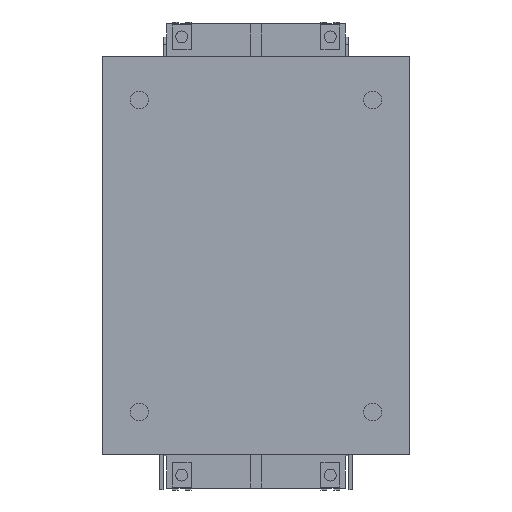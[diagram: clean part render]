
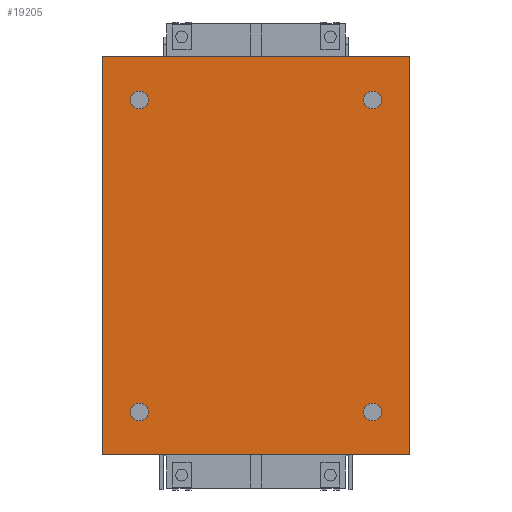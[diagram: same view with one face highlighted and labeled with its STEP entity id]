
A CAD part, front view. The second image highlights one B-rep face of the part: STEP entity #19205.
In plain terms, the highlighted planar face has unit normal (0, -1, 0).
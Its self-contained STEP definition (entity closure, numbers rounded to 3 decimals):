
#54 = VERTEX_POINT ( 'NONE', #12121 ) ;
#206 = LINE ( 'NONE', #3848, #36255 ) ;
#722 = VERTEX_POINT ( 'NONE', #20541 ) ;
#1068 = ORIENTED_EDGE ( 'NONE', *, *, #4044, .T. ) ;
#1088 = CARTESIAN_POINT ( 'NONE',  ( 78.5, -70., -99. ) ) ;
#2452 = VECTOR ( 'NONE', #31488, 1000. ) ;
#2570 = FACE_OUTER_BOUND ( 'NONE', #12581, .T. ) ;
#3765 = CARTESIAN_POINT ( 'NONE',  ( -78.5, -70., -111. ) ) ;
#3848 = CARTESIAN_POINT ( 'NONE',  ( 3.5, -70., -134.5 ) ) ;
#3910 = CARTESIAN_POINT ( 'NONE',  ( 78.5, -70., 105. ) ) ;
#3933 = AXIS2_PLACEMENT_3D ( 'NONE', #20020, #32717, #16819 ) ;
#3964 = CIRCLE ( 'NONE', #12086, 6. ) ;
#4044 = EDGE_CURVE ( 'NONE', #35662, #39792, #23048, .T. ) ;
#5384 = CARTESIAN_POINT ( 'NONE',  ( -78.5, -70., 99. ) ) ;
#5584 = LINE ( 'NONE', #18554, #2452 ) ;
#5702 = CARTESIAN_POINT ( 'NONE',  ( -78.5, -70., -105. ) ) ;
#5902 = VERTEX_POINT ( 'NONE', #7133 ) ;
#5953 = ORIENTED_EDGE ( 'NONE', *, *, #8068, .F. ) ;
#6377 = DIRECTION ( 'NONE',  ( 0., 0., -1. ) ) ;
#6494 = CARTESIAN_POINT ( 'NONE',  ( 103.5, -70., 133.5 ) ) ;
#6715 = EDGE_CURVE ( 'NONE', #54, #21019, #40150, .T. ) ;
#7072 = DIRECTION ( 'NONE',  ( 0., -1., 0. ) ) ;
#7109 = EDGE_LOOP ( 'NONE', ( #1068, #13357 ) ) ;
#7133 = CARTESIAN_POINT ( 'NONE',  ( -103.5, -70., -134.5 ) ) ;
#7178 = CARTESIAN_POINT ( 'NONE',  ( 78.5, -70., -105. ) ) ;
#7762 = CIRCLE ( 'NONE', #20005, 6. ) ;
#8068 = EDGE_CURVE ( 'NONE', #5902, #27357, #41122, .T. ) ;
#8951 = FACE_BOUND ( 'NONE', #10117, .T. ) ;
#8973 = CARTESIAN_POINT ( 'NONE',  ( -103.5, -70., 133.5 ) ) ;
#10117 = EDGE_LOOP ( 'NONE', ( #31952, #41347 ) ) ;
#10924 = CARTESIAN_POINT ( 'NONE',  ( 78.5, -70., -111. ) ) ;
#12086 = AXIS2_PLACEMENT_3D ( 'NONE', #7178, #26324, #13774 ) ;
#12090 = CARTESIAN_POINT ( 'NONE',  ( -103.5, -70., -156.25 ) ) ;
#12121 = CARTESIAN_POINT ( 'NONE',  ( -78.5, -70., 111. ) ) ;
#12175 = DIRECTION ( 'NONE',  ( 0., -1., 0. ) ) ;
#12467 = DIRECTION ( 'NONE',  ( 0., 1., 0. ) ) ;
#12544 = FACE_BOUND ( 'NONE', #39184, .T. ) ;
#12571 = CIRCLE ( 'NONE', #39666, 6. ) ;
#12581 = EDGE_LOOP ( 'NONE', ( #15665, #38347, #5953, #37278 ) ) ;
#12707 = VERTEX_POINT ( 'NONE', #6494 ) ;
#12956 = PLANE ( 'NONE',  #18167 ) ;
#13357 = ORIENTED_EDGE ( 'NONE', *, *, #33160, .T. ) ;
#13774 = DIRECTION ( 'NONE',  ( 0., 0., -1. ) ) ;
#14864 = EDGE_LOOP ( 'NONE', ( #17329, #21058 ) ) ;
#15208 = CIRCLE ( 'NONE', #19956, 6. ) ;
#15644 = VERTEX_POINT ( 'NONE', #10924 ) ;
#15665 = ORIENTED_EDGE ( 'NONE', *, *, #28768, .T. ) ;
#16819 = DIRECTION ( 'NONE',  ( 0., 0., -1. ) ) ;
#16828 = CIRCLE ( 'NONE', #3933, 6. ) ;
#17104 = EDGE_CURVE ( 'NONE', #41653, #15644, #7762, .T. ) ;
#17227 = DIRECTION ( 'NONE',  ( -1., 0., 0. ) ) ;
#17283 = CARTESIAN_POINT ( 'NONE',  ( 78.5, -70., -105. ) ) ;
#17329 = ORIENTED_EDGE ( 'NONE', *, *, #6715, .T. ) ;
#17398 = EDGE_CURVE ( 'NONE', #28185, #5902, #206, .T. ) ;
#17679 = AXIS2_PLACEMENT_3D ( 'NONE', #41621, #12175, #22213 ) ;
#18015 = CARTESIAN_POINT ( 'NONE',  ( 103.5, -70., -134.5 ) ) ;
#18167 = AXIS2_PLACEMENT_3D ( 'NONE', #35464, #21947, #6377 ) ;
#18554 = CARTESIAN_POINT ( 'NONE',  ( 3.5, -70., 133.5 ) ) ;
#19205 = ADVANCED_FACE ( 'NONE', ( #12544, #8951, #2570, #34831, #22371 ), #12956, .T. ) ;
#19956 = AXIS2_PLACEMENT_3D ( 'NONE', #3910, #7072, #32767 ) ;
#20005 = AXIS2_PLACEMENT_3D ( 'NONE', #17283, #29584, #30208 ) ;
#20020 = CARTESIAN_POINT ( 'NONE',  ( -78.5, -70., 105. ) ) ;
#20155 = EDGE_CURVE ( 'NONE', #21019, #54, #16828, .T. ) ;
#20338 = DIRECTION ( 'NONE',  ( 0., 1., 0. ) ) ;
#20507 = EDGE_CURVE ( 'NONE', #15644, #41653, #3964, .T. ) ;
#20541 = CARTESIAN_POINT ( 'NONE',  ( 78.5, -70., 99. ) ) ;
#21019 = VERTEX_POINT ( 'NONE', #5384 ) ;
#21058 = ORIENTED_EDGE ( 'NONE', *, *, #20155, .T. ) ;
#21947 = DIRECTION ( 'NONE',  ( 0., -1., 0. ) ) ;
#22121 = EDGE_CURVE ( 'NONE', #38861, #722, #35937, .T. ) ;
#22213 = DIRECTION ( 'NONE',  ( 0., 0., -1. ) ) ;
#22308 = DIRECTION ( 'NONE',  ( 0., 1., 0. ) ) ;
#22371 = FACE_BOUND ( 'NONE', #14864, .T. ) ;
#23048 = CIRCLE ( 'NONE', #24398, 6. ) ;
#23637 = LINE ( 'NONE', #37339, #25181 ) ;
#24398 = AXIS2_PLACEMENT_3D ( 'NONE', #5702, #22308, #25068 ) ;
#25068 = DIRECTION ( 'NONE',  ( 0., 0., -1. ) ) ;
#25100 = DIRECTION ( 'NONE',  ( 0., 0., 1. ) ) ;
#25181 = VECTOR ( 'NONE', #36504, 1000. ) ;
#25993 = AXIS2_PLACEMENT_3D ( 'NONE', #38139, #12467, #37722 ) ;
#26324 = DIRECTION ( 'NONE',  ( 0., -1., 0. ) ) ;
#26592 = CARTESIAN_POINT ( 'NONE',  ( 78.5, -70., 111. ) ) ;
#27357 = VERTEX_POINT ( 'NONE', #8973 ) ;
#28185 = VERTEX_POINT ( 'NONE', #18015 ) ;
#28768 = EDGE_CURVE ( 'NONE', #28185, #12707, #23637, .T. ) ;
#29200 = CARTESIAN_POINT ( 'NONE',  ( -78.5, -70., -99. ) ) ;
#29584 = DIRECTION ( 'NONE',  ( 0., -1., 0. ) ) ;
#30084 = DIRECTION ( 'NONE',  ( 0., 0., -1. ) ) ;
#30208 = DIRECTION ( 'NONE',  ( 0., 0., -1. ) ) ;
#31488 = DIRECTION ( 'NONE',  ( -1., 0., 0. ) ) ;
#31952 = ORIENTED_EDGE ( 'NONE', *, *, #22121, .F. ) ;
#32433 = ORIENTED_EDGE ( 'NONE', *, *, #17104, .F. ) ;
#32717 = DIRECTION ( 'NONE',  ( 0., 1., 0. ) ) ;
#32767 = DIRECTION ( 'NONE',  ( 0., 0., -1. ) ) ;
#33160 = EDGE_CURVE ( 'NONE', #39792, #35662, #12571, .T. ) ;
#33557 = EDGE_CURVE ( 'NONE', #12707, #27357, #5584, .T. ) ;
#34831 = FACE_BOUND ( 'NONE', #7109, .T. ) ;
#35464 = CARTESIAN_POINT ( 'NONE',  ( 0., -70., -156.25 ) ) ;
#35662 = VERTEX_POINT ( 'NONE', #29200 ) ;
#35937 = CIRCLE ( 'NONE', #17679, 6. ) ;
#36255 = VECTOR ( 'NONE', #17227, 1000. ) ;
#36424 = CARTESIAN_POINT ( 'NONE',  ( -78.5, -70., -105. ) ) ;
#36504 = DIRECTION ( 'NONE',  ( 0., 0., 1. ) ) ;
#36804 = VECTOR ( 'NONE', #25100, 1000. ) ;
#37278 = ORIENTED_EDGE ( 'NONE', *, *, #17398, .F. ) ;
#37339 = CARTESIAN_POINT ( 'NONE',  ( 103.5, -70., -156.25 ) ) ;
#37722 = DIRECTION ( 'NONE',  ( 0., 0., -1. ) ) ;
#38139 = CARTESIAN_POINT ( 'NONE',  ( -78.5, -70., 105. ) ) ;
#38347 = ORIENTED_EDGE ( 'NONE', *, *, #33557, .T. ) ;
#38411 = EDGE_CURVE ( 'NONE', #722, #38861, #15208, .T. ) ;
#38861 = VERTEX_POINT ( 'NONE', #26592 ) ;
#38879 = ORIENTED_EDGE ( 'NONE', *, *, #20507, .F. ) ;
#39184 = EDGE_LOOP ( 'NONE', ( #32433, #38879 ) ) ;
#39666 = AXIS2_PLACEMENT_3D ( 'NONE', #36424, #20338, #30084 ) ;
#39792 = VERTEX_POINT ( 'NONE', #3765 ) ;
#40150 = CIRCLE ( 'NONE', #25993, 6. ) ;
#41122 = LINE ( 'NONE', #12090, #36804 ) ;
#41347 = ORIENTED_EDGE ( 'NONE', *, *, #38411, .F. ) ;
#41621 = CARTESIAN_POINT ( 'NONE',  ( 78.5, -70., 105. ) ) ;
#41653 = VERTEX_POINT ( 'NONE', #1088 ) ;
